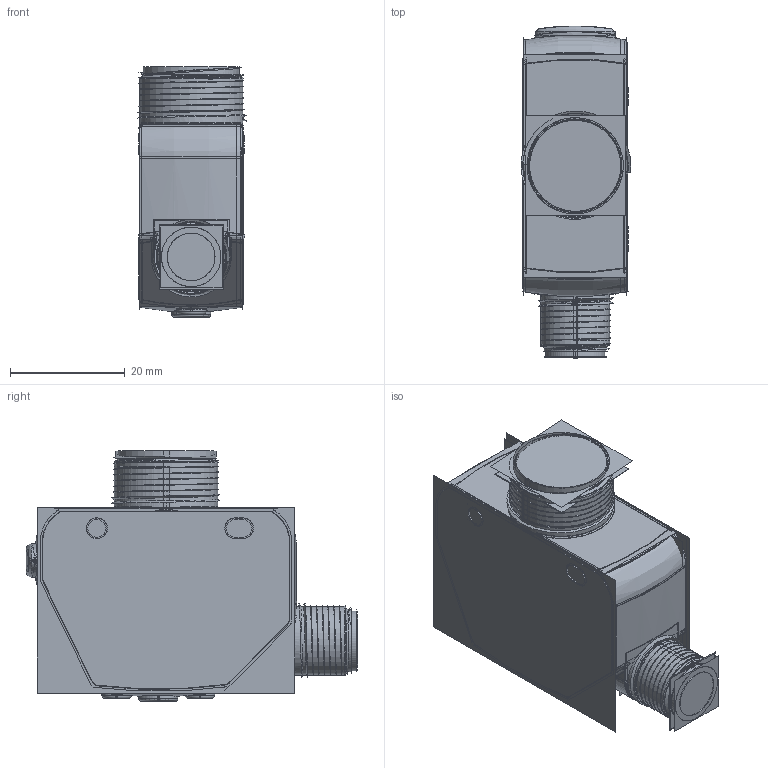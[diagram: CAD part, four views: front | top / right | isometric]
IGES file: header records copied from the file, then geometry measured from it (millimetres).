
Start section:  PTC IGES file: 190856.igs
Global section: file name: 190856.igs; native system: Creo Parametric by PTC Inc.; preprocessor: 2018300; author: pdmadmin; organization: Unknown; date: 20190820.094728; units: millimetre
Bounding box: 19.11 x 57.73 x 43.63 mm (x, y, z)
Volume: 25513.2 mm3; surface area: 64873.9 mm2
Topology: 9 solids, 12 shells, 720 faces, 3518 edges, 4404 vertices
Faces by surface type: bspline 390, revolution 326, extrusion 4
